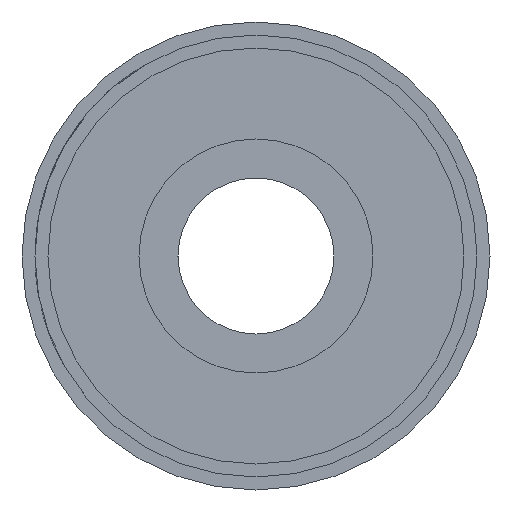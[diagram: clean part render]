
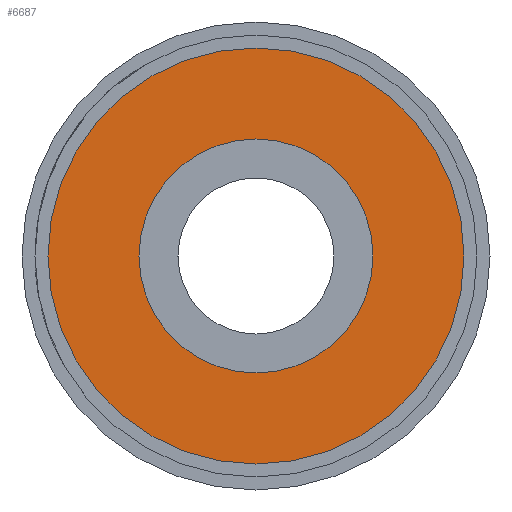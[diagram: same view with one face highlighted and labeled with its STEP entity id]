
A CAD part, left-side view. The second image highlights one B-rep face of the part: STEP entity #6687.
In plain terms, the highlighted planar face has unit normal (-1, 0, 0).
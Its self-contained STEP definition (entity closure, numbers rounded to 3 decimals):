
#315 = AXIS2_PLACEMENT_3D ( 'NONE', #1619, #1584, #6346 ) ;
#554 = DIRECTION ( 'NONE',  ( -1., 0., 0. ) ) ;
#688 = AXIS2_PLACEMENT_3D ( 'NONE', #3257, #5656, #2660 ) ;
#694 = CARTESIAN_POINT ( 'NONE',  ( 0., 0., -4.5 ) ) ;
#726 = CARTESIAN_POINT ( 'NONE',  ( 0., 0., 0. ) ) ;
#898 = EDGE_CURVE ( 'NONE', #3339, #2223, #3582, .T. ) ;
#1060 = EDGE_CURVE ( 'NONE', #1740, #3664, #6457, .T. ) ;
#1312 = DIRECTION ( 'NONE',  ( 0., 0., 1. ) ) ;
#1584 = DIRECTION ( 'NONE',  ( 1., 0., 0. ) ) ;
#1619 = CARTESIAN_POINT ( 'NONE',  ( 0., 0., 0. ) ) ;
#1740 = VERTEX_POINT ( 'NONE', #4098 ) ;
#1741 = EDGE_CURVE ( 'NONE', #2223, #3339, #5597, .T. ) ;
#1771 = CARTESIAN_POINT ( 'NONE',  ( 0., 0., -8. ) ) ;
#1906 = FACE_BOUND ( 'NONE', #6803, .T. ) ;
#2058 = FACE_OUTER_BOUND ( 'NONE', #5143, .T. ) ;
#2223 = VERTEX_POINT ( 'NONE', #3127 ) ;
#2529 = DIRECTION ( 'NONE',  ( -1., 0., 0. ) ) ;
#2632 = ORIENTED_EDGE ( 'NONE', *, *, #6839, .T. ) ;
#2660 = DIRECTION ( 'NONE',  ( 0., 0., 1. ) ) ;
#3000 = DIRECTION ( 'NONE',  ( 0., 0., 1. ) ) ;
#3127 = CARTESIAN_POINT ( 'NONE',  ( 0., 0., 4.5 ) ) ;
#3257 = CARTESIAN_POINT ( 'NONE',  ( 0., 0., 0. ) ) ;
#3339 = VERTEX_POINT ( 'NONE', #694 ) ;
#3582 = CIRCLE ( 'NONE', #4572, 4.5 ) ;
#3664 = VERTEX_POINT ( 'NONE', #1771 ) ;
#3798 = PLANE ( 'NONE',  #315 ) ;
#4098 = CARTESIAN_POINT ( 'NONE',  ( 0., 0., 8. ) ) ;
#4163 = DIRECTION ( 'NONE',  ( -1., 0., 0. ) ) ;
#4572 = AXIS2_PLACEMENT_3D ( 'NONE', #7143, #4163, #6556 ) ;
#4954 = ORIENTED_EDGE ( 'NONE', *, *, #1060, .T. ) ;
#5143 = EDGE_LOOP ( 'NONE', ( #4954, #2632 ) ) ;
#5597 = CIRCLE ( 'NONE', #6957, 4.5 ) ;
#5656 = DIRECTION ( 'NONE',  ( -1., 0., 0. ) ) ;
#6031 = CARTESIAN_POINT ( 'NONE',  ( 0., 0., 0. ) ) ;
#6072 = ORIENTED_EDGE ( 'NONE', *, *, #1741, .F. ) ;
#6346 = DIRECTION ( 'NONE',  ( 0., 0., -1. ) ) ;
#6452 = ORIENTED_EDGE ( 'NONE', *, *, #898, .F. ) ;
#6457 = CIRCLE ( 'NONE', #688, 8. ) ;
#6556 = DIRECTION ( 'NONE',  ( 0., 0., 1. ) ) ;
#6687 = ADVANCED_FACE ( 'NONE', ( #1906, #2058 ), #3798, .F. ) ;
#6717 = CIRCLE ( 'NONE', #7596, 8. ) ;
#6803 = EDGE_LOOP ( 'NONE', ( #6072, #6452 ) ) ;
#6839 = EDGE_CURVE ( 'NONE', #3664, #1740, #6717, .T. ) ;
#6957 = AXIS2_PLACEMENT_3D ( 'NONE', #6031, #554, #3000 ) ;
#7143 = CARTESIAN_POINT ( 'NONE',  ( 0., 0., 0. ) ) ;
#7596 = AXIS2_PLACEMENT_3D ( 'NONE', #726, #2529, #1312 ) ;
